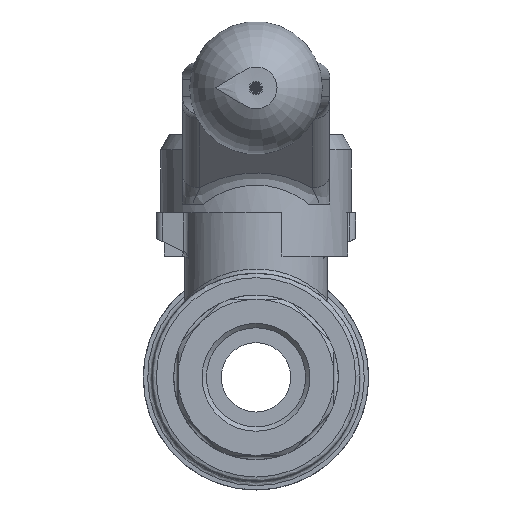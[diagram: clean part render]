
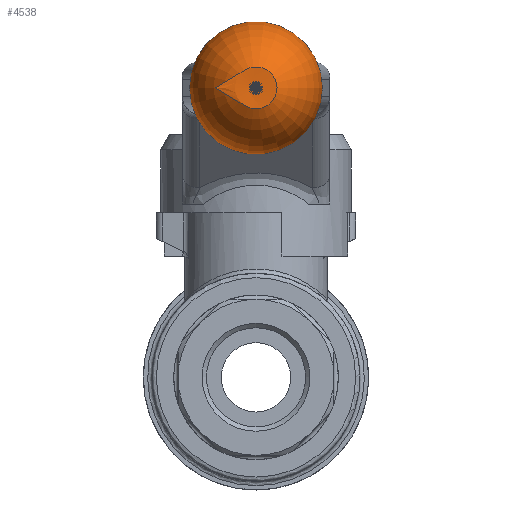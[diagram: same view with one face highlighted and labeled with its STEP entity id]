
A CAD part, front view. The second image highlights one B-rep face of the part: STEP entity #4538.
In plain terms, the highlighted toroidal (fillet/blend) face has major radius 2.326 mm and minor radius 10 mm.
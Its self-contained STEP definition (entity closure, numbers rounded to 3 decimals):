
#18=VERTEX_LOOP('',#2551);
#19=DEGENERATE_TOROIDAL_SURFACE('',#4885,2.326,10.,.F.);
#657=B_SPLINE_CURVE_WITH_KNOTS('',3,(#7220,#7221,#7222,#7223,#7224,#7225,
#7226),.UNSPECIFIED.,.F.,.F.,(4,1,1,1,4),(0.044,0.046,
0.048,0.051,0.053),.UNSPECIFIED.);
#658=B_SPLINE_CURVE_WITH_KNOTS('',3,(#7235,#7236,#7237,#7238,#7239,#7240,
#7241),.UNSPECIFIED.,.F.,.F.,(4,1,1,1,4),(0.044,0.046,
0.048,0.051,0.053),.UNSPECIFIED.);
#660=B_SPLINE_CURVE_WITH_KNOTS('',3,(#7262,#7263,#7264,#7265),
 .UNSPECIFIED.,.F.,.F.,(4,4),(0.002,0.004),
 .UNSPECIFIED.);
#662=B_SPLINE_CURVE_WITH_KNOTS('',3,(#7281,#7282,#7283,#7284),
 .UNSPECIFIED.,.F.,.F.,(4,4),(0.002,0.004),
 .UNSPECIFIED.);
#669=B_SPLINE_CURVE_WITH_KNOTS('',3,(#7357,#7358,#7359,#7360,#7361,#7362,
#7363),.UNSPECIFIED.,.F.,.F.,(4,1,1,1,4),(0.,0.001,
0.002,0.003,0.004),
 .UNSPECIFIED.);
#670=B_SPLINE_CURVE_WITH_KNOTS('',3,(#7364,#7365,#7366,#7367,#7368,#7369,
#7370),.UNSPECIFIED.,.F.,.F.,(4,1,1,1,4),(0.,0.001,0.002,
0.003,0.004),.UNSPECIFIED.);
#671=B_SPLINE_CURVE_WITH_KNOTS('',3,(#7371,#7372,#7373,#7374,#7375,#7376,
#7377),.UNSPECIFIED.,.F.,.F.,(4,1,1,1,4),(0.,0.001,
0.002,0.003,0.004),
 .UNSPECIFIED.);
#672=B_SPLINE_CURVE_WITH_KNOTS('',3,(#7378,#7379,#7380,#7381,#7382,#7383,
#7384),.UNSPECIFIED.,.F.,.F.,(4,1,1,1,4),(0.,0.001,0.002,
0.003,0.004),.UNSPECIFIED.);
#1452=ORIENTED_EDGE('',*,*,#2120,.F.);
#1453=ORIENTED_EDGE('',*,*,#2160,.T.);
#1454=ORIENTED_EDGE('',*,*,#2134,.T.);
#1455=ORIENTED_EDGE('',*,*,#2161,.T.);
#1456=ORIENTED_EDGE('',*,*,#2116,.F.);
#1457=ORIENTED_EDGE('',*,*,#2162,.T.);
#1458=ORIENTED_EDGE('',*,*,#2128,.T.);
#1459=ORIENTED_EDGE('',*,*,#2163,.T.);
#2116=EDGE_CURVE('',#2513,#2514,#657,.T.);
#2120=EDGE_CURVE('',#2517,#2518,#658,.T.);
#2128=EDGE_CURVE('',#2526,#2525,#660,.T.);
#2134=EDGE_CURVE('',#2532,#2531,#662,.T.);
#2160=EDGE_CURVE('',#2517,#2532,#669,.T.);
#2161=EDGE_CURVE('',#2531,#2514,#670,.T.);
#2162=EDGE_CURVE('',#2513,#2526,#671,.T.);
#2163=EDGE_CURVE('',#2525,#2518,#672,.T.);
#2513=VERTEX_POINT('',#7227);
#2514=VERTEX_POINT('',#7228);
#2517=VERTEX_POINT('',#7242);
#2518=VERTEX_POINT('',#7243);
#2525=VERTEX_POINT('',#7261);
#2526=VERTEX_POINT('',#7266);
#2531=VERTEX_POINT('',#7280);
#2532=VERTEX_POINT('',#7285);
#2551=VERTEX_POINT('',#7385);
#2915=EDGE_LOOP('',(#1452,#1453,#1454,#1455,#1456,#1457,#1458,#1459));
#3154=FACE_BOUND('',#2915,.T.);
#3155=FACE_BOUND('',#18,.T.);
#4538=ADVANCED_FACE('',(#3154,#3155),#19,.F.);
#4885=AXIS2_PLACEMENT_3D('',#7356,#5660,#5661);
#5660=DIRECTION('',(-1.,0.,0.));
#5661=DIRECTION('',(0.,0.,1.));
#7220=CARTESIAN_POINT('',(68.794,22.4,4.295));
#7221=CARTESIAN_POINT('',(68.247,22.4,3.718));
#7222=CARTESIAN_POINT('',(67.3,22.4,2.402));
#7223=CARTESIAN_POINT('',(66.656,22.4,-0.003));
#7224=CARTESIAN_POINT('',(67.299,22.4,-2.397));
#7225=CARTESIAN_POINT('',(68.245,22.4,-3.716));
#7226=CARTESIAN_POINT('',(68.794,22.4,-4.295));
#7227=CARTESIAN_POINT('',(68.794,22.4,4.295));
#7228=CARTESIAN_POINT('',(68.794,22.4,-4.295));
#7235=CARTESIAN_POINT('',(68.794,16.4,-4.295));
#7236=CARTESIAN_POINT('',(68.247,16.4,-3.718));
#7237=CARTESIAN_POINT('',(67.3,16.4,-2.402));
#7238=CARTESIAN_POINT('',(66.656,16.4,0.003));
#7239=CARTESIAN_POINT('',(67.299,16.4,2.397));
#7240=CARTESIAN_POINT('',(68.245,16.4,3.716));
#7241=CARTESIAN_POINT('',(68.794,16.4,4.295));
#7242=CARTESIAN_POINT('',(68.794,16.4,-4.295));
#7243=CARTESIAN_POINT('',(68.794,16.4,4.295));
#7261=CARTESIAN_POINT('',(70.294,18.4,6.231));
#7262=CARTESIAN_POINT('',(70.294,20.4,6.231));
#7263=CARTESIAN_POINT('',(70.13,19.75,6.238));
#7264=CARTESIAN_POINT('',(70.129,19.054,6.238));
#7265=CARTESIAN_POINT('',(70.294,18.4,6.231));
#7266=CARTESIAN_POINT('',(70.294,20.4,6.231));
#7280=CARTESIAN_POINT('',(70.294,20.4,-6.231));
#7281=CARTESIAN_POINT('',(70.294,18.4,-6.231));
#7282=CARTESIAN_POINT('',(70.13,19.05,-6.238));
#7283=CARTESIAN_POINT('',(70.129,19.746,-6.238));
#7284=CARTESIAN_POINT('',(70.294,20.4,-6.231));
#7285=CARTESIAN_POINT('',(70.294,18.4,-6.231));
#7356=CARTESIAN_POINT('',(75.334,19.4,0.));
#7357=CARTESIAN_POINT('',(68.794,16.4,-4.295));
#7358=CARTESIAN_POINT('',(69.001,16.4,-4.513));
#7359=CARTESIAN_POINT('',(69.406,16.476,-4.946));
#7360=CARTESIAN_POINT('',(69.965,16.833,-5.567));
#7361=CARTESIAN_POINT('',(70.371,17.493,-6.085));
#7362=CARTESIAN_POINT('',(70.368,18.106,-6.228));
#7363=CARTESIAN_POINT('',(70.294,18.4,-6.231));
#7364=CARTESIAN_POINT('',(70.294,20.4,-6.231));
#7365=CARTESIAN_POINT('',(70.368,20.693,-6.228));
#7366=CARTESIAN_POINT('',(70.371,21.304,-6.086));
#7367=CARTESIAN_POINT('',(69.965,21.967,-5.567));
#7368=CARTESIAN_POINT('',(69.409,22.323,-4.95));
#7369=CARTESIAN_POINT('',(69.001,22.4,-4.513));
#7370=CARTESIAN_POINT('',(68.794,22.4,-4.295));
#7371=CARTESIAN_POINT('',(68.794,22.4,4.295));
#7372=CARTESIAN_POINT('',(69.001,22.4,4.513));
#7373=CARTESIAN_POINT('',(69.406,22.324,4.946));
#7374=CARTESIAN_POINT('',(69.965,21.967,5.567));
#7375=CARTESIAN_POINT('',(70.371,21.307,6.085));
#7376=CARTESIAN_POINT('',(70.368,20.694,6.228));
#7377=CARTESIAN_POINT('',(70.294,20.4,6.231));
#7378=CARTESIAN_POINT('',(70.294,18.4,6.231));
#7379=CARTESIAN_POINT('',(70.368,18.107,6.228));
#7380=CARTESIAN_POINT('',(70.371,17.496,6.086));
#7381=CARTESIAN_POINT('',(69.965,16.833,5.567));
#7382=CARTESIAN_POINT('',(69.409,16.477,4.95));
#7383=CARTESIAN_POINT('',(69.001,16.4,4.513));
#7384=CARTESIAN_POINT('',(68.794,16.4,4.295));
#7385=CARTESIAN_POINT('',(85.06,19.4,0.));
